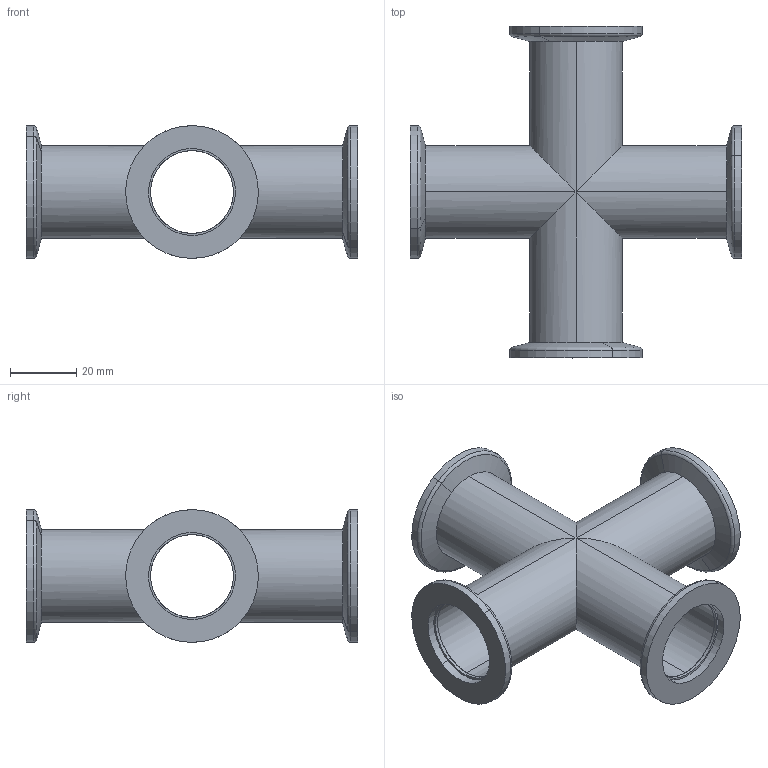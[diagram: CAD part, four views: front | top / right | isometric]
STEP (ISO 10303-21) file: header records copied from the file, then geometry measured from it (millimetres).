
FILE_DESCRIPTION (( 'STEP AP214' ), '1' );
FILE_NAME ('Hositrad_KX4-25-28.STEP', '2017-06-08T07:08:18', ( 'Gebruiker' ), ( '' ), 'SwSTEP 2.0', 'SolidWorks 2017', '' );
FILE_SCHEMA (( 'AUTOMOTIVE_DESIGN' ));
Length unit declared in the file: millimetre
Products named in the file (3): Hositrad_KX4-25-28; KF25-WS_KF25-28Ws; KX4-Tube-All_KX4-25-28
Assembly tree (5 placements, depth 2):
  Hositrad_KX4-25-28
    KX4-Tube-All_KX4-25-28
    KF25-WS_KF25-28Ws  x4
Bounding box: 100 x 100 x 39.94 mm (x, y, z)
Volume: 29810.3 mm3; surface area: 34962 mm2
Topology: 5 solids, 5 shells, 80 faces, 160 edges, 92 vertices
Faces by surface type: cylinder 48, plane 16, torus 8, cone 8
Entity records: 1042 total; most frequent: DIRECTION 184, CARTESIAN_POINT 175, ORIENTED_EDGE 140, AXIS2_PLACEMENT_3D 79, EDGE_CURVE 70, EDGE_LOOP 42, VERTEX_POINT 38, CIRCLE 36
